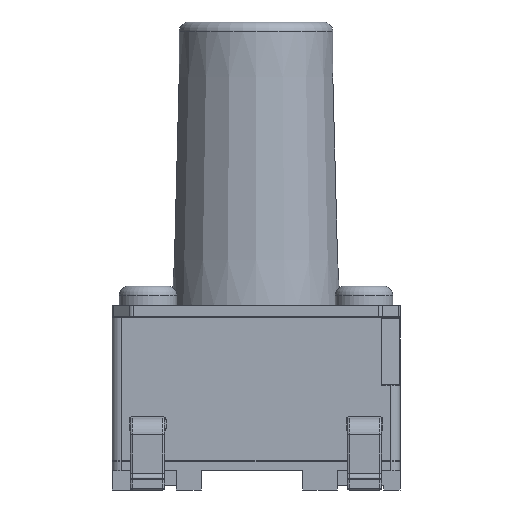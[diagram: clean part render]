
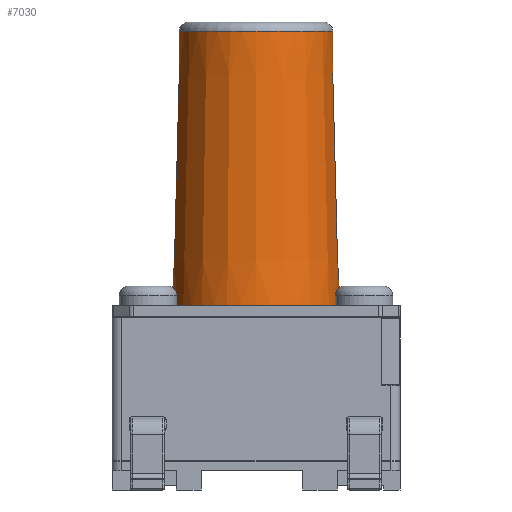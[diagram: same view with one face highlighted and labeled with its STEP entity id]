
A CAD part, left-side view. The second image highlights one B-rep face of the part: STEP entity #7030.
In plain terms, the highlighted conical face has half-angle 1.5 degrees and reference radius 1.75 mm.
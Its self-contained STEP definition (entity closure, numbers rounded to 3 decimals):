
#13=CONICAL_SURFACE('',#7879,1.75,1.5);
#522=FACE_BOUND('',#1515,.T.);
#1076=FACE_OUTER_BOUND('',#1514,.T.);
#1514=EDGE_LOOP('',(#6431));
#1515=EDGE_LOOP('',(#6432));
#2912=CIRCLE('',#7731,1.75);
#2986=CIRCLE('',#7880,1.601);
#3494=VERTEX_POINT('',#11862);
#3557=VERTEX_POINT('',#12123);
#4393=EDGE_CURVE('',#3494,#3494,#2912,.T.);
#4516=EDGE_CURVE('',#3557,#3557,#2986,.T.);
#6431=ORIENTED_EDGE('',*,*,#4393,.F.);
#6432=ORIENTED_EDGE('',*,*,#4516,.F.);
#7030=ADVANCED_FACE('',(#1076,#522),#13,.T.);
#7731=AXIS2_PLACEMENT_3D('',#11863,#9751,#9752);
#7879=AXIS2_PLACEMENT_3D('',#12122,#10096,#10097);
#7880=AXIS2_PLACEMENT_3D('',#12124,#10098,#10099);
#9751=DIRECTION('center_axis',(0.,0.,-1.));
#9752=DIRECTION('ref_axis',(-1.,0.,0.));
#10096=DIRECTION('center_axis',(0.,0.,-1.));
#10097=DIRECTION('ref_axis',(-1.,0.,0.));
#10098=DIRECTION('center_axis',(0.,0.,1.));
#10099=DIRECTION('ref_axis',(-1.,0.,0.));
#11862=CARTESIAN_POINT('',(1.75,0.,0.));
#11863=CARTESIAN_POINT('Origin',(0.,0.,0.));
#12122=CARTESIAN_POINT('Origin',(0.,0.,0.));
#12123=CARTESIAN_POINT('',(1.601,0.,5.705));
#12124=CARTESIAN_POINT('Origin',(0.,0.,5.705));
